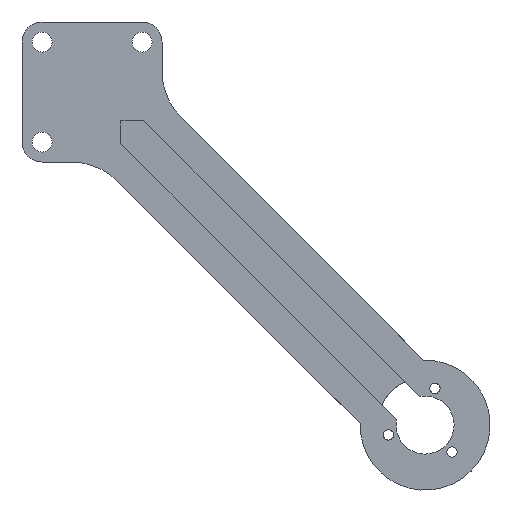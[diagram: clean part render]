
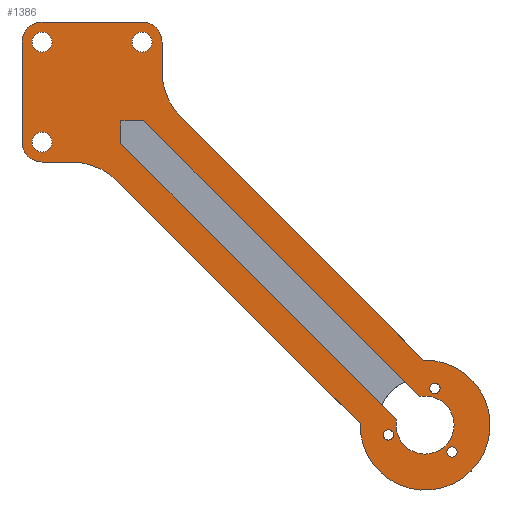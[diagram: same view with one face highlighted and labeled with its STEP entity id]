
A CAD part, left-side view. The second image highlights one B-rep face of the part: STEP entity #1386.
In plain terms, the highlighted planar face has unit normal (-1, 0, 0).
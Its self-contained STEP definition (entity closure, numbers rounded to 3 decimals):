
#22 = VERTEX_POINT('',#23);
#23 = CARTESIAN_POINT('',(67.,-29.319,52.569));
#31 = EDGE_CURVE('',#32,#22,#34,.T.);
#32 = VERTEX_POINT('',#33);
#33 = CARTESIAN_POINT('',(67.,-38.511,48.761));
#34 = CIRCLE('',#35,13.);
#35 = AXIS2_PLACEMENT_3D('',#36,#37,#38);
#36 = CARTESIAN_POINT('',(67.,-29.319,39.569));
#37 = DIRECTION('',(-1.,0.,0.));
#38 = DIRECTION('',(0.,-0.383,0.924));
#89 = VERTEX_POINT('',#90);
#90 = CARTESIAN_POINT('',(67.,-87.003,0.269));
#96 = EDGE_CURVE('',#89,#32,#97,.T.);
#97 = LINE('',#98,#99);
#98 = CARTESIAN_POINT('',(67.,-39.446,47.826));
#99 = VECTOR('',#100,1.);
#100 = DIRECTION('',(0.,0.707,0.707));
#111 = VERTEX_POINT('',#112);
#112 = CARTESIAN_POINT('',(67.,-51.239,61.489));
#120 = EDGE_CURVE('',#121,#111,#123,.T.);
#121 = VERTEX_POINT('',#122);
#122 = CARTESIAN_POINT('',(67.,-47.431,70.681));
#123 = CIRCLE('',#124,13.);
#124 = AXIS2_PLACEMENT_3D('',#125,#126,#127);
#125 = CARTESIAN_POINT('',(67.,-60.431,70.681));
#126 = DIRECTION('',(-1.,0.,0.));
#127 = DIRECTION('',(0.,0.924,-0.383)
  );
#162 = VERTEX_POINT('',#163);
#163 = CARTESIAN_POINT('',(67.,-47.431,76.569));
#169 = EDGE_CURVE('',#162,#121,#170,.T.);
#170 = LINE('',#171,#172);
#171 = CARTESIAN_POINT('',(67.,-47.431,76.569));
#172 = VECTOR('',#173,1.);
#173 = DIRECTION('',(0.,0.,-1.));
#448 = VERTEX_POINT('',#449);
#449 = CARTESIAN_POINT('',(67.,-21.431,76.569));
#455 = EDGE_CURVE('',#448,#448,#456,.T.);
#456 = CIRCLE('',#457,2.);
#457 = AXIS2_PLACEMENT_3D('',#458,#459,#460);
#458 = CARTESIAN_POINT('',(67.,-23.431,76.569));
#459 = DIRECTION('',(1.,0.,0.));
#460 = DIRECTION('',(0.,-1.,0.));
#481 = VERTEX_POINT('',#482);
#482 = CARTESIAN_POINT('',(67.,-41.431,76.569));
#488 = EDGE_CURVE('',#481,#481,#489,.T.);
#489 = CIRCLE('',#490,2.);
#490 = AXIS2_PLACEMENT_3D('',#491,#492,#493);
#491 = CARTESIAN_POINT('',(67.,-43.431,76.569));
#492 = DIRECTION('',(1.,0.,0.));
#493 = DIRECTION('',(0.,-1.,0.));
#514 = VERTEX_POINT('',#515);
#515 = CARTESIAN_POINT('',(67.,-21.431,56.569));
#521 = EDGE_CURVE('',#514,#514,#522,.T.);
#522 = CIRCLE('',#523,2.);
#523 = AXIS2_PLACEMENT_3D('',#524,#525,#526);
#524 = CARTESIAN_POINT('',(67.,-23.431,56.569));
#525 = DIRECTION('',(1.,0.,0.));
#526 = DIRECTION('',(0.,-1.,0.));
#544 = EDGE_CURVE('',#162,#545,#547,.T.);
#545 = VERTEX_POINT('',#546);
#546 = CARTESIAN_POINT('',(67.,-43.431,80.569));
#547 = CIRCLE('',#548,4.);
#548 = AXIS2_PLACEMENT_3D('',#549,#550,#551);
#549 = CARTESIAN_POINT('',(67.,-43.431,76.569));
#550 = DIRECTION('',(-1.,0.,0.));
#551 = DIRECTION('',(0.,-1.,0.));
#577 = EDGE_CURVE('',#578,#545,#580,.T.);
#578 = VERTEX_POINT('',#579);
#579 = CARTESIAN_POINT('',(67.,-23.431,80.569));
#580 = LINE('',#581,#582);
#581 = CARTESIAN_POINT('',(67.,-23.431,80.569));
#582 = VECTOR('',#583,1.);
#583 = DIRECTION('',(0.,-1.,0.));
#608 = EDGE_CURVE('',#578,#609,#611,.T.);
#609 = VERTEX_POINT('',#610);
#610 = CARTESIAN_POINT('',(67.,-19.431,76.569));
#611 = CIRCLE('',#612,4.);
#612 = AXIS2_PLACEMENT_3D('',#613,#614,#615);
#613 = CARTESIAN_POINT('',(67.,-23.431,76.569));
#614 = DIRECTION('',(-1.,0.,0.));
#615 = DIRECTION('',(0.,-1.,0.));
#641 = EDGE_CURVE('',#609,#642,#644,.T.);
#642 = VERTEX_POINT('',#643);
#643 = CARTESIAN_POINT('',(67.,-19.431,56.569));
#644 = LINE('',#645,#646);
#645 = CARTESIAN_POINT('',(67.,-19.431,76.569));
#646 = VECTOR('',#647,1.);
#647 = DIRECTION('',(0.,0.,-1.));
#672 = EDGE_CURVE('',#642,#673,#675,.T.);
#673 = VERTEX_POINT('',#674);
#674 = CARTESIAN_POINT('',(67.,-23.431,52.569));
#675 = CIRCLE('',#676,4.);
#676 = AXIS2_PLACEMENT_3D('',#677,#678,#679);
#677 = CARTESIAN_POINT('',(67.,-23.431,56.569));
#678 = DIRECTION('',(-1.,0.,0.));
#679 = DIRECTION('',(0.,-1.,0.));
#706 = EDGE_CURVE('',#673,#22,#707,.T.);
#707 = LINE('',#708,#709);
#708 = CARTESIAN_POINT('',(67.,-23.431,52.569));
#709 = VECTOR('',#710,1.);
#710 = DIRECTION('',(0.,-1.,0.));
#766 = VERTEX_POINT('',#767);
#767 = CARTESIAN_POINT('',(67.,-39.189,60.811));
#784 = VERTEX_POINT('',#785);
#785 = CARTESIAN_POINT('',(67.,-43.785,60.811));
#791 = EDGE_CURVE('',#766,#784,#792,.T.);
#792 = LINE('',#793,#794);
#793 = CARTESIAN_POINT('',(67.,-56.142,60.811));
#794 = VECTOR('',#795,1.);
#795 = DIRECTION('',(0.,-1.,0.));
#808 = VERTEX_POINT('',#809);
#809 = CARTESIAN_POINT('',(67.,-39.189,56.215));
#822 = EDGE_CURVE('',#808,#766,#823,.T.);
#823 = LINE('',#824,#825);
#824 = CARTESIAN_POINT('',(67.,-39.189,41.56));
#825 = VECTOR('',#826,1.);
#826 = DIRECTION('',(0.,0.,1.));
#1092 = EDGE_CURVE('',#1093,#111,#1095,.T.);
#1093 = VERTEX_POINT('',#1094);
#1094 = CARTESIAN_POINT('',(67.,-99.731,12.997));
#1095 = LINE('',#1096,#1097);
#1096 = CARTESIAN_POINT('',(67.,-106.364,6.364));
#1097 = VECTOR('',#1098,1.);
#1098 = DIRECTION('',(0.,0.707,0.707));
#1118 = EDGE_CURVE('',#89,#1093,#1119,.T.);
#1119 = CIRCLE('',#1120,13.);
#1120 = AXIS2_PLACEMENT_3D('',#1121,#1122,#1123);
#1121 = CARTESIAN_POINT('',(67.,-100.,0.));
#1122 = DIRECTION('',(-1.,0.,0.));
#1123 = DIRECTION('',(0.,-1.,0.));
#1136 = VERTEX_POINT('',#1137);
#1137 = CARTESIAN_POINT('',(67.,-106.099,-6.099));
#1153 = EDGE_CURVE('',#1136,#1136,#1154,.T.);
#1154 = CIRCLE('',#1155,1.025);
#1155 = AXIS2_PLACEMENT_3D('',#1156,#1157,#1158);
#1156 = CARTESIAN_POINT('',(67.,-105.374,-5.374));
#1157 = DIRECTION('',(1.,0.,0.));
#1158 = DIRECTION('',(0.,0.707,0.707)
  );
#1169 = VERTEX_POINT('',#1170);
#1170 = CARTESIAN_POINT('',(67.,-102.692,6.616));
#1186 = EDGE_CURVE('',#1169,#1169,#1187,.T.);
#1187 = CIRCLE('',#1188,1.025);
#1188 = AXIS2_PLACEMENT_3D('',#1189,#1190,#1191);
#1189 = CARTESIAN_POINT('',(67.,-101.967,7.341));
#1190 = DIRECTION('',(1.,0.,0.));
#1191 = DIRECTION('',(0.,0.707,0.707)
  );
#1202 = VERTEX_POINT('',#1203);
#1203 = CARTESIAN_POINT('',(67.,-93.384,-2.692));
#1219 = EDGE_CURVE('',#1202,#1202,#1220,.T.);
#1220 = CIRCLE('',#1221,1.025);
#1221 = AXIS2_PLACEMENT_3D('',#1222,#1223,#1224);
#1222 = CARTESIAN_POINT('',(67.,-92.659,-1.967));
#1223 = DIRECTION('',(1.,0.,0.));
#1224 = DIRECTION('',(0.,0.707,0.707)
  );
#1245 = EDGE_CURVE('',#1246,#808,#1248,.T.);
#1246 = VERTEX_POINT('',#1247);
#1247 = CARTESIAN_POINT('',(67.,-94.122,1.282));
#1248 = LINE('',#1249,#1250);
#1249 = CARTESIAN_POINT('',(67.,-92.045,3.359));
#1250 = VECTOR('',#1251,1.);
#1251 = DIRECTION('',(0.,0.707,0.707));
#1277 = EDGE_CURVE('',#1278,#1246,#1280,.T.);
#1278 = VERTEX_POINT('',#1279);
#1279 = CARTESIAN_POINT('',(67.,-94.263,0.854));
#1280 = CIRCLE('',#1281,0.5);
#1281 = AXIS2_PLACEMENT_3D('',#1282,#1283,#1284);
#1282 = CARTESIAN_POINT('',(67.,-93.769,0.928));
#1283 = DIRECTION('',(-1.,0.,0.));
#1284 = DIRECTION('',(0.,0.707,0.707)
  );
#1303 = VERTEX_POINT('',#1304);
#1304 = CARTESIAN_POINT('',(67.,-99.146,5.737));
#1310 = EDGE_CURVE('',#1303,#1278,#1311,.T.);
#1311 = CIRCLE('',#1312,5.8);
#1312 = AXIS2_PLACEMENT_3D('',#1313,#1314,#1315);
#1313 = CARTESIAN_POINT('',(67.,-100.,0.));
#1314 = DIRECTION('',(1.,0.,0.));
#1315 = DIRECTION('',(0.,0.707,0.707)
  );
#1343 = EDGE_CURVE('',#1344,#1303,#1346,.T.);
#1344 = VERTEX_POINT('',#1345);
#1345 = CARTESIAN_POINT('',(67.,-98.718,5.878));
#1346 = CIRCLE('',#1347,0.5);
#1347 = AXIS2_PLACEMENT_3D('',#1348,#1349,#1350);
#1348 = CARTESIAN_POINT('',(67.,-99.072,6.231));
#1349 = DIRECTION('',(-1.,0.,0.));
#1350 = DIRECTION('',(0.,0.707,0.707)
  );
#1373 = EDGE_CURVE('',#1344,#784,#1374,.T.);
#1374 = LINE('',#1375,#1376);
#1375 = CARTESIAN_POINT('',(67.,-98.718,5.878));
#1376 = VECTOR('',#1377,1.);
#1377 = DIRECTION('',(0.,0.707,0.707));
#1386 = ADVANCED_FACE('',(#1387,#1401,#1404,#1407,#1410,#1419,#1422,
    #1425),#1428,.T.);
#1387 = FACE_BOUND('',#1388,.T.);
#1388 = EDGE_LOOP('',(#1389,#1390,#1391,#1392,#1393,#1394,#1395,#1396,
    #1397,#1398,#1399,#1400));
#1389 = ORIENTED_EDGE('',*,*,#1092,.T.);
#1390 = ORIENTED_EDGE('',*,*,#120,.F.);
#1391 = ORIENTED_EDGE('',*,*,#169,.F.);
#1392 = ORIENTED_EDGE('',*,*,#544,.T.);
#1393 = ORIENTED_EDGE('',*,*,#577,.F.);
#1394 = ORIENTED_EDGE('',*,*,#608,.T.);
#1395 = ORIENTED_EDGE('',*,*,#641,.T.);
#1396 = ORIENTED_EDGE('',*,*,#672,.T.);
#1397 = ORIENTED_EDGE('',*,*,#706,.T.);
#1398 = ORIENTED_EDGE('',*,*,#31,.F.);
#1399 = ORIENTED_EDGE('',*,*,#96,.F.);
#1400 = ORIENTED_EDGE('',*,*,#1118,.T.);
#1401 = FACE_BOUND('',#1402,.T.);
#1402 = EDGE_LOOP('',(#1403));
#1403 = ORIENTED_EDGE('',*,*,#455,.T.);
#1404 = FACE_BOUND('',#1405,.T.);
#1405 = EDGE_LOOP('',(#1406));
#1406 = ORIENTED_EDGE('',*,*,#488,.T.);
#1407 = FACE_BOUND('',#1408,.T.);
#1408 = EDGE_LOOP('',(#1409));
#1409 = ORIENTED_EDGE('',*,*,#521,.T.);
#1410 = FACE_BOUND('',#1411,.T.);
#1411 = EDGE_LOOP('',(#1412,#1413,#1414,#1415,#1416,#1417,#1418));
#1412 = ORIENTED_EDGE('',*,*,#1373,.F.);
#1413 = ORIENTED_EDGE('',*,*,#1343,.T.);
#1414 = ORIENTED_EDGE('',*,*,#1310,.T.);
#1415 = ORIENTED_EDGE('',*,*,#1277,.T.);
#1416 = ORIENTED_EDGE('',*,*,#1245,.T.);
#1417 = ORIENTED_EDGE('',*,*,#822,.T.);
#1418 = ORIENTED_EDGE('',*,*,#791,.T.);
#1419 = FACE_BOUND('',#1420,.T.);
#1420 = EDGE_LOOP('',(#1421));
#1421 = ORIENTED_EDGE('',*,*,#1219,.T.);
#1422 = FACE_BOUND('',#1423,.T.);
#1423 = EDGE_LOOP('',(#1424));
#1424 = ORIENTED_EDGE('',*,*,#1186,.T.);
#1425 = FACE_BOUND('',#1426,.T.);
#1426 = EDGE_LOOP('',(#1427));
#1427 = ORIENTED_EDGE('',*,*,#1153,.T.);
#1428 = PLANE('',#1429);
#1429 = AXIS2_PLACEMENT_3D('',#1430,#1431,#1432);
#1430 = CARTESIAN_POINT('',(67.,-102.794,-6.96));
#1431 = DIRECTION('',(-1.,0.,0.));
#1432 = DIRECTION('',(0.,0.707,0.707)
  );
